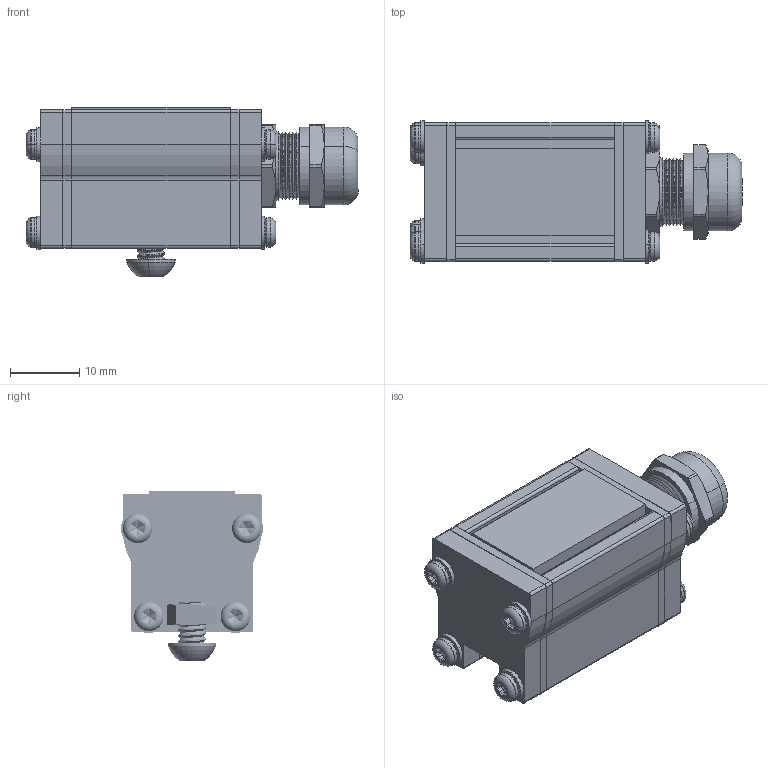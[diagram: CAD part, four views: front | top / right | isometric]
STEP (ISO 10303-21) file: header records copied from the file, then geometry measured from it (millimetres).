
FILE_DESCRIPTION (( 'STEP AP203' ), '1' );
FILE_NAME ('Web Model 18581_18586.step', '2021-08-12T20:21:42', ( '' ), ( '' ), 'SwSTEP 2.0', 'SolidWorks 2018', '' );
FILE_SCHEMA (( 'CONFIG_CONTROL_DESIGN' ));
Length unit declared in the file: millimetre
Products named in the file (1): Web Model 18581_18586
Bounding box: 47.85 x 20.52 x 24.48 mm (x, y, z)
Volume: 7641.9 mm3; surface area: 11524.1 mm2
Topology: 28 solids, 28 shells, 1916 faces, 5141 edges, 3230 vertices
Faces by surface type: cylinder 1247, cone 325, plane 252, torus 58, bspline 34
Entity records: 78687 total; most frequent: CARTESIAN_POINT 36176, ORIENTED_EDGE 10146, DIRECTION 7966, EDGE_CURVE 5073, VERTEX_POINT 3230, AXIS2_PLACEMENT_3D 3083, EDGE_LOOP 1993, FACE_OUTER_BOUND 1916
